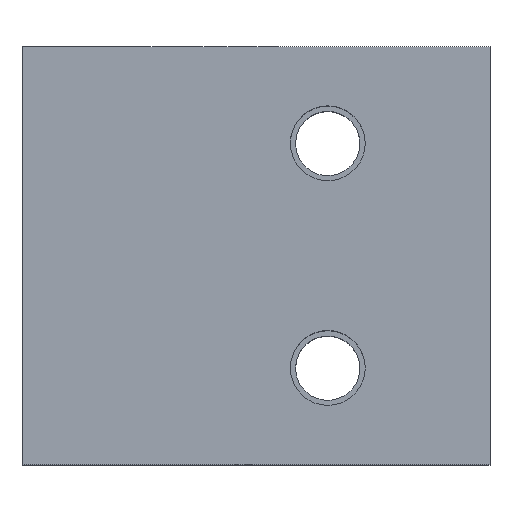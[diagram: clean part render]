
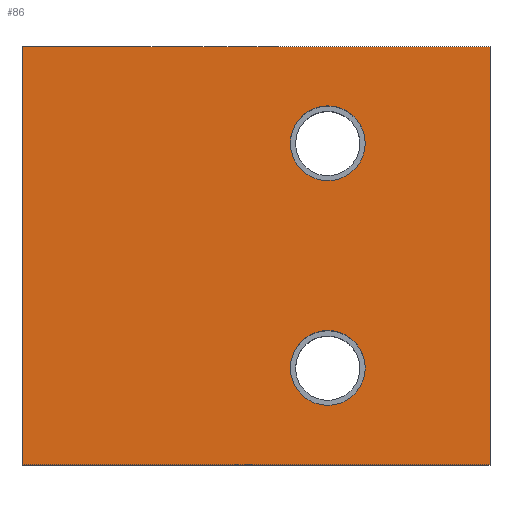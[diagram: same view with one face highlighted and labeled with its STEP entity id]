
A CAD part, top view. The second image highlights one B-rep face of the part: STEP entity #86.
In plain terms, the highlighted planar face has unit normal (0, 0, 1).
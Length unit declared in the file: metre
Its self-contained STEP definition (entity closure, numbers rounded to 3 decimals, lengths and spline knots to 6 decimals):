
#86 = ADVANCED_FACE( '', ( #186, #187, #188 ), #189, .T. );
#186 = FACE_BOUND( '', #294, .T. );
#187 = FACE_OUTER_BOUND( '', #295, .T. );
#188 = FACE_BOUND( '', #296, .T. );
#189 = PLANE( '', #297 );
#294 = EDGE_LOOP( '', ( #465 ) );
#295 = EDGE_LOOP( '', ( #466, #467, #468, #469 ) );
#296 = EDGE_LOOP( '', ( #470 ) );
#297 = AXIS2_PLACEMENT_3D( '', #471, #472, #473 );
#465 = ORIENTED_EDGE( '', *, *, #637, .T. );
#466 = ORIENTED_EDGE( '', *, *, #643, .F. );
#467 = ORIENTED_EDGE( '', *, *, #604, .F. );
#468 = ORIENTED_EDGE( '', *, *, #644, .T. );
#469 = ORIENTED_EDGE( '', *, *, #586, .T. );
#470 = ORIENTED_EDGE( '', *, *, #614, .T. );
#471 = CARTESIAN_POINT( '', ( -0.0375, -0.0335, 0.035 ) );
#472 = DIRECTION( '', ( 0., 0., 1. ) );
#473 = DIRECTION( '', ( 1., 0., 0. ) );
#586 = EDGE_CURVE( '', #688, #685, #689, .T. );
#604 = EDGE_CURVE( '', #717, #719, #720, .T. );
#614 = EDGE_CURVE( '', #735, #735, #736, .T. );
#637 = EDGE_CURVE( '', #770, #770, #771, .T. );
#643 = EDGE_CURVE( '', #719, #685, #779, .T. );
#644 = EDGE_CURVE( '', #717, #688, #780, .T. );
#685 = VERTEX_POINT( '', #826 );
#688 = VERTEX_POINT( '', #830 );
#689 = LINE( '', #831, #832 );
#717 = VERTEX_POINT( '', #870 );
#719 = VERTEX_POINT( '', #873 );
#720 = LINE( '', #874, #875 );
#735 = VERTEX_POINT( '', #891 );
#736 = CIRCLE( '', #892, 0.006 );
#770 = VERTEX_POINT( '', #942 );
#771 = CIRCLE( '', #943, 0.006 );
#779 = LINE( '', #1004, #1005 );
#780 = LINE( '', #1006, #1007 );
#826 = CARTESIAN_POINT( '', ( 0.0375, 0.0335, 0.035 ) );
#830 = CARTESIAN_POINT( '', ( 0.0375, -0.0335, 0.035 ) );
#831 = CARTESIAN_POINT( '', ( 0.0375, -0.0335, 0.035 ) );
#832 = VECTOR( '', #1061, 1. );
#870 = CARTESIAN_POINT( '', ( -0.0375, -0.0335, 0.035 ) );
#873 = CARTESIAN_POINT( '', ( -0.0375, 0.0335, 0.035 ) );
#874 = CARTESIAN_POINT( '', ( -0.0375, -0.0335, 0.035 ) );
#875 = VECTOR( '', #1079, 1. );
#891 = CARTESIAN_POINT( '', ( 0.0175, -0.018, 0.035 ) );
#892 = AXIS2_PLACEMENT_3D( '', #1096, #1097, #1098 );
#942 = CARTESIAN_POINT( '', ( 0.0175, 0.018, 0.035 ) );
#943 = AXIS2_PLACEMENT_3D( '', #1118, #1119, #1120 );
#1004 = CARTESIAN_POINT( '', ( -0.0375, 0.0335, 0.035 ) );
#1005 = VECTOR( '', #1124, 1. );
#1006 = CARTESIAN_POINT( '', ( -0.0375, -0.0335, 0.035 ) );
#1007 = VECTOR( '', #1125, 1. );
#1061 = DIRECTION( '', ( 0., 1., 0. ) );
#1079 = DIRECTION( '', ( 0., 1., 0. ) );
#1096 = CARTESIAN_POINT( '', ( 0.0115, -0.018, 0.035 ) );
#1097 = DIRECTION( '', ( 0., 0., -1. ) );
#1098 = DIRECTION( '', ( 1., 0., 0. ) );
#1118 = CARTESIAN_POINT( '', ( 0.0115, 0.018, 0.035 ) );
#1119 = DIRECTION( '', ( 0., 0., -1. ) );
#1120 = DIRECTION( '', ( 1., 0., 0. ) );
#1124 = DIRECTION( '', ( 1., 0., 0. ) );
#1125 = DIRECTION( '', ( 1., 0., 0. ) );
